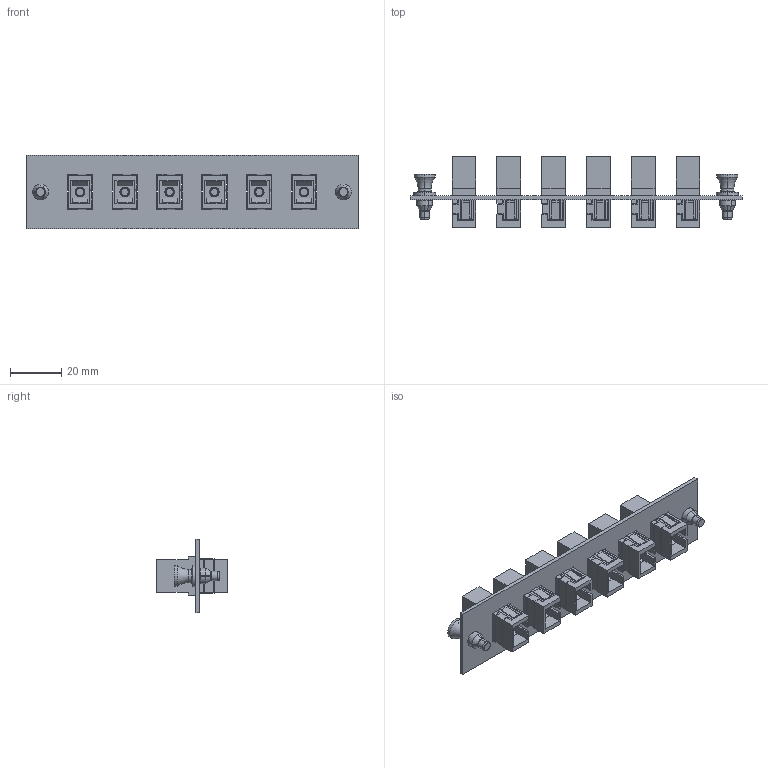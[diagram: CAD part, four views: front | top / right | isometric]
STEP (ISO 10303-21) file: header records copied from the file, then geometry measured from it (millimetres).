
FILE_DESCRIPTION (( 'STEP AP214' ), '1' );
FILE_NAME ('FSP-SC6-BLU-SMCR.step', '2021-01-05T19:15:17', ( '' ), ( '' ), 'SwSTEP 2.0', 'SolidWorks 2018', '' );
FILE_SCHEMA (( 'AUTOMOTIVE_DESIGN' ));
Length unit declared in the file: inch
Products named in the file (7): HDWR-HN4G-42-1; FSP-SC6-0-BNK-PANEL; HDWR-HN4P-42-4-1; FOA-911_SC SNGLMODE CERAMIC BLUE^FSP-SC6-BLU-SMCR; FOA-911_blue^FOA-911_SC SNGLMODE CERAMIC BLUE_FSP-SC6-BLU-SMCR; FSP-SC6-0-BNK; FSP-SC6-BLU-SMCR
Assembly tree (13 placements, depth 3):
  FSP-SC6-BLU-SMCR
    FSP-SC6-0-BNK
      FSP-SC6-0-BNK-PANEL
      HDWR-HN4G-42-1  x2
      HDWR-HN4P-42-4-1  x2
    FOA-911_SC SNGLMODE CERAMIC BLUE^FSP-SC6-BLU-SMCR  x6
      FOA-911_blue^FOA-911_SC SNGLMODE CERAMIC BLUE_FSP-SC6-BLU-SMCR
Bounding box: 129.54 x 27.43 x 28.7 mm (x, y, z)
Volume: 14910 mm3; surface area: 27382.7 mm2
Topology: 11 solids, 11 shells, 938 faces, 2482 edges, 1618 vertices
Faces by surface type: plane 762, cylinder 104, cone 68, torus 4
Entity records: 7669 total; most frequent: CARTESIAN_POINT 1198, ORIENTED_EDGE 1138, DIRECTION 1126, EDGE_CURVE 569, VECTOR 472, LINE 472, VERTEX_POINT 369, AXIS2_PLACEMENT_3D 327
